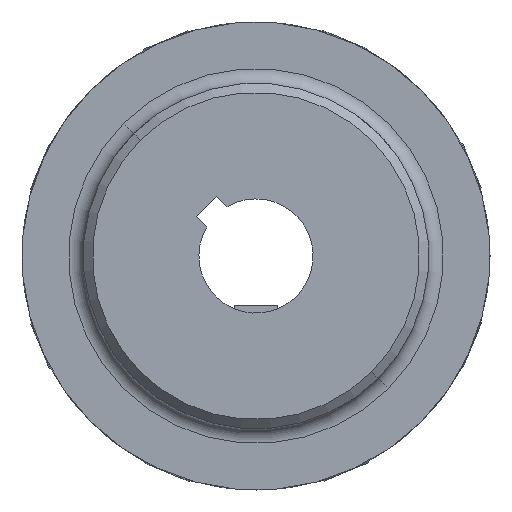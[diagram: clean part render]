
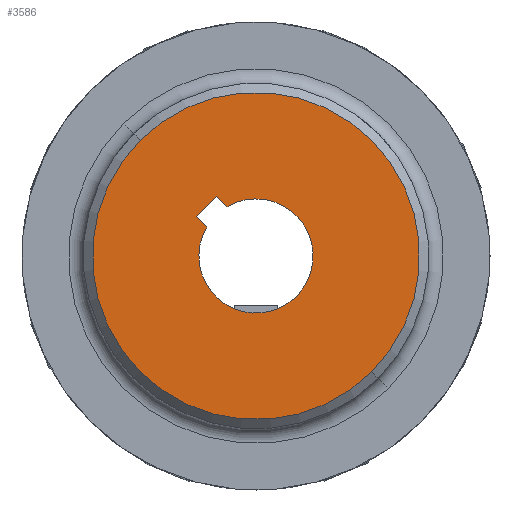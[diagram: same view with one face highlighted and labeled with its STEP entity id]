
A CAD part, front view. The second image highlights one B-rep face of the part: STEP entity #3586.
In plain terms, the highlighted face is planar.
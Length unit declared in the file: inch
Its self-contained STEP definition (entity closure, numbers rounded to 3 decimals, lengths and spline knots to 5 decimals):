
#13 = ORIENTED_EDGE ( 'NONE', *, *, #6421, .F. ) ;
#84 = AXIS2_PLACEMENT_3D ( 'NONE', #2917, #2832, #1523 ) ;
#201 = EDGE_CURVE ( 'NONE', #5562, #2206, #3186, .T. ) ;
#364 = EDGE_CURVE ( 'NONE', #4835, #541, #4309, .T. ) ;
#421 = ORIENTED_EDGE ( 'NONE', *, *, #5012, .F. ) ;
#538 = VERTEX_POINT ( 'NONE', #5144 ) ;
#541 = VERTEX_POINT ( 'NONE', #5095 ) ;
#625 = DIRECTION ( 'NONE',  ( 0., 1., 0. ) ) ;
#871 = AXIS2_PLACEMENT_3D ( 'NONE', #1841, #6434, #2489 ) ;
#946 = EDGE_LOOP ( 'NONE', ( #1343, #13, #5234, #3695, #421 ) ) ;
#1343 = ORIENTED_EDGE ( 'NONE', *, *, #2730, .F. ) ;
#1370 = PLANE ( 'NONE',  #7345 ) ;
#1523 = DIRECTION ( 'NONE',  ( 0., 0., 1. ) ) ;
#1648 = CARTESIAN_POINT ( 'NONE',  ( -0.07813, 1.37, -0.3855 ) ) ;
#1841 = CARTESIAN_POINT ( 'NONE',  ( 0., 1.37, 0. ) ) ;
#2046 = DIRECTION ( 'NONE',  ( 0., 0., 1. ) ) ;
#2173 = LINE ( 'NONE', #8192, #5439 ) ;
#2206 = VERTEX_POINT ( 'NONE', #7265 ) ;
#2441 = CARTESIAN_POINT ( 'NONE',  ( 0., 1.37, 0. ) ) ;
#2445 = AXIS2_PLACEMENT_3D ( 'NONE', #4542, #625, #5200 ) ;
#2489 = DIRECTION ( 'NONE',  ( 0., 0., 1. ) ) ;
#2549 = CIRCLE ( 'NONE', #871, 0.3125 ) ;
#2668 = FACE_OUTER_BOUND ( 'NONE', #5430, .T. ) ;
#2730 = EDGE_CURVE ( 'NONE', #5114, #538, #2173, .T. ) ;
#2832 = DIRECTION ( 'NONE',  ( 0., 1., 0. ) ) ;
#2917 = CARTESIAN_POINT ( 'NONE',  ( 0., 1.37, 0. ) ) ;
#3094 = DIRECTION ( 'NONE',  ( 0., 0., 1. ) ) ;
#3117 = AXIS2_PLACEMENT_3D ( 'NONE', #2441, #7057, #3094 ) ;
#3186 = CIRCLE ( 'NONE', #2445, 0.3125 ) ;
#3315 = CARTESIAN_POINT ( 'NONE',  ( 0., 1.37, 0. ) ) ;
#3586 = ADVANCED_FACE ( 'NONE', ( #2668, #4391 ), #1370, .T. ) ;
#3695 = ORIENTED_EDGE ( 'NONE', *, *, #8451, .F. ) ;
#3790 = ORIENTED_EDGE ( 'NONE', *, *, #5684, .T. ) ;
#3798 = DIRECTION ( 'NONE',  ( -1., 0., 0. ) ) ;
#3925 = VERTEX_POINT ( 'NONE', #1648 ) ;
#4149 = DIRECTION ( 'NONE',  ( 0., 0., 1. ) ) ;
#4207 = DIRECTION ( 'NONE',  ( 0., 0., -1. ) ) ;
#4309 = CIRCLE ( 'NONE', #84, 0.895 ) ;
#4391 = FACE_BOUND ( 'NONE', #946, .T. ) ;
#4542 = CARTESIAN_POINT ( 'NONE',  ( 0., 1.37, 0. ) ) ;
#4835 = VERTEX_POINT ( 'NONE', #5558 ) ;
#4865 = CARTESIAN_POINT ( 'NONE',  ( -0.07813, 1.37, -0.30258 ) ) ;
#5012 = EDGE_CURVE ( 'NONE', #538, #3925, #8243, .T. ) ;
#5095 = CARTESIAN_POINT ( 'NONE',  ( 0., 1.37, -0.895 ) ) ;
#5114 = VERTEX_POINT ( 'NONE', #8357 ) ;
#5144 = CARTESIAN_POINT ( 'NONE',  ( 0.07812, 1.37, -0.3855 ) ) ;
#5200 = DIRECTION ( 'NONE',  ( 0., 0., 1. ) ) ;
#5234 = ORIENTED_EDGE ( 'NONE', *, *, #201, .F. ) ;
#5430 = EDGE_LOOP ( 'NONE', ( #3790, #7736 ) ) ;
#5439 = VECTOR ( 'NONE', #4207, 39.37008 ) ;
#5558 = CARTESIAN_POINT ( 'NONE',  ( 0., 1.37, 0.895 ) ) ;
#5562 = VERTEX_POINT ( 'NONE', #4865 ) ;
#5684 = EDGE_CURVE ( 'NONE', #541, #4835, #7821, .T. ) ;
#5759 = CARTESIAN_POINT ( 'NONE',  ( 0.07812, 1.37, -0.3855 ) ) ;
#5966 = DIRECTION ( 'NONE',  ( 0., 1., 0. ) ) ;
#6421 = EDGE_CURVE ( 'NONE', #2206, #5114, #2549, .T. ) ;
#6434 = DIRECTION ( 'NONE',  ( 0., 1., 0. ) ) ;
#6479 = VECTOR ( 'NONE', #3798, 39.37008 ) ;
#7057 = DIRECTION ( 'NONE',  ( 0., 1., 0. ) ) ;
#7265 = CARTESIAN_POINT ( 'NONE',  ( 0., 1.37, 0.3125 ) ) ;
#7345 = AXIS2_PLACEMENT_3D ( 'NONE', #3315, #5966, #2046 ) ;
#7454 = VECTOR ( 'NONE', #4149, 39.37008 ) ;
#7661 = LINE ( 'NONE', #8121, #7454 ) ;
#7736 = ORIENTED_EDGE ( 'NONE', *, *, #364, .T. ) ;
#7821 = CIRCLE ( 'NONE', #3117, 0.895 ) ;
#8121 = CARTESIAN_POINT ( 'NONE',  ( -0.07813, 1.37, -0.3855 ) ) ;
#8192 = CARTESIAN_POINT ( 'NONE',  ( 0.07812, 1.37, -0.3855 ) ) ;
#8243 = LINE ( 'NONE', #5759, #6479 ) ;
#8357 = CARTESIAN_POINT ( 'NONE',  ( 0.07812, 1.37, -0.30258 ) ) ;
#8451 = EDGE_CURVE ( 'NONE', #3925, #5562, #7661, .T. ) ;
